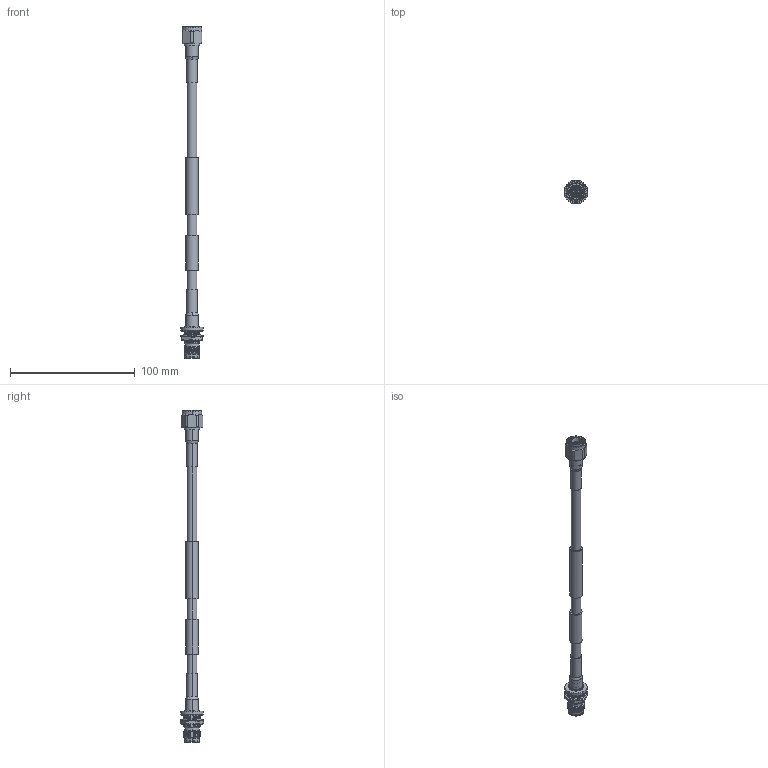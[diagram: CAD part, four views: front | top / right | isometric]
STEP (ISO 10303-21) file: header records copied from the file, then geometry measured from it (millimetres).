
FILE_DESCRIPTION (( 'STEP AP214' ), '1' );
FILE_NAME ('FMCA2270.step', '2021-02-09T19:11:18', ( '' ), ( '' ), 'SwSTEP 2.0', 'SolidWorks 2018', '' );
FILE_SCHEMA (( 'AUTOMOTIVE_DESIGN' ));
Length unit declared in the file: inch
Products named in the file (5): FMCN1716^FMCA2270; FMCA2270; FM-1/4SFHC^FMCA2270; Heat Shrink^FMCA2270; FMCN1713^FMCA2270
Assembly tree (5 placements, depth 2):
  FMCA2270
    FM-1/4SFHC^FMCA2270
    Heat Shrink^FMCA2270  x2
    FMCN1713^FMCA2270
    FMCN1716^FMCA2270
Bounding box: 19.05 x 19.05 x 265.72 mm (x, y, z)
Volume: 19728.8 mm3; surface area: 13160.8 mm2
Topology: 8 solids, 8 shells, 517 faces, 1374 edges, 895 vertices
Faces by surface type: cylinder 164, bspline 144, plane 115, cone 69, torus 25
Entity records: 51292 total; most frequent: CARTESIAN_POINT 39937, ORIENTED_EDGE 2708, DIRECTION 1876, EDGE_CURVE 1354, VERTEX_POINT 883, AXIS2_PLACEMENT_3D 760, EDGE_LOOP 543, FACE_OUTER_BOUND 509
